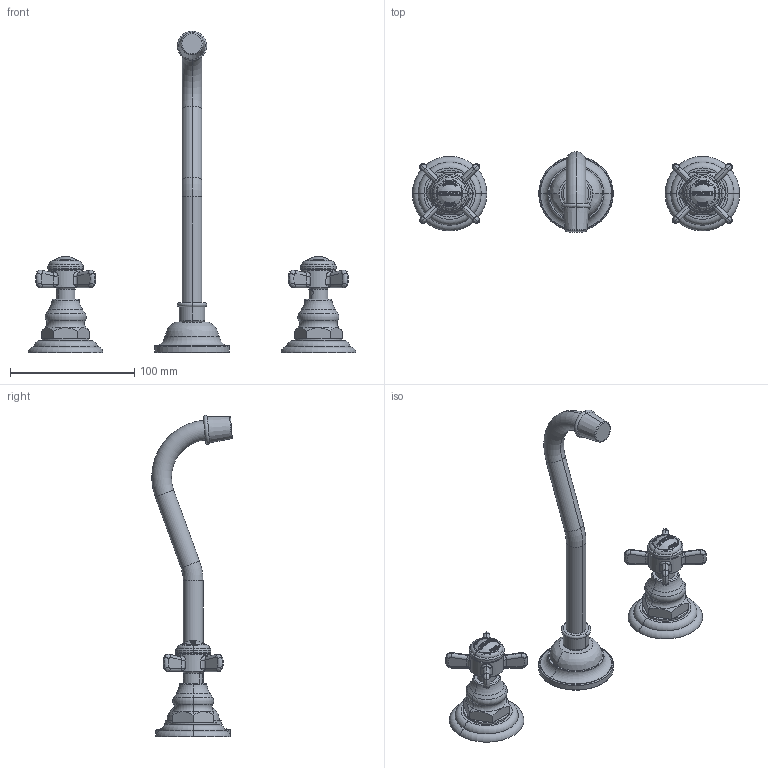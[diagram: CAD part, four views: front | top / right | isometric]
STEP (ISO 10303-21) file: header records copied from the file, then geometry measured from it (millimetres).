
FILE_DESCRIPTION((''),'2;1');
FILE_NAME('3-947_SW0003','2020-11-25T10:54:39',('rsmith'),(''),'CREO PARAMETRIC BY PTC INC, 2018400','CREO PARAMETRIC BY PTC INC, 2018400','');
FILE_SCHEMA(('AUTOMOTIVE_DESIGN { 1 0 10303 214 1 1 1 1 }'));
Length unit declared in the file: inch
Products named in the file (1): 3-947_SW0003
Bounding box: 263.14 x 64.77 x 258.39 mm (x, y, z)
Volume: 210912.2 mm3; surface area: 56716 mm2
Topology: 5 solids, 5 shells, 1097 faces, 2847 edges, 1816 vertices
Faces by surface type: plane 453, cylinder 334, torus 100, bspline 90, sphere 60, cone 40, extrusion 20
Entity records: 60801 total; most frequent: CARTESIAN_POINT 19133, ORIENTED_EDGE 5686, DIRECTION 5448, PRESENTATION_STYLE_ASSIGNMENT 3758, STYLED_ITEM 2848, CURVE_STYLE 2843, EDGE_CURVE 2843, AXIS2_PLACEMENT_3D 2297
